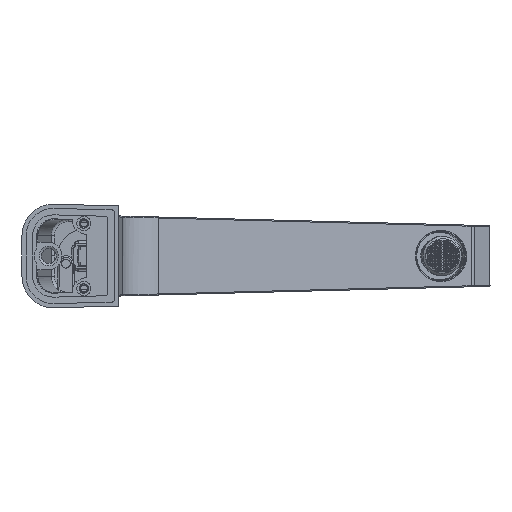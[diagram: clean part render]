
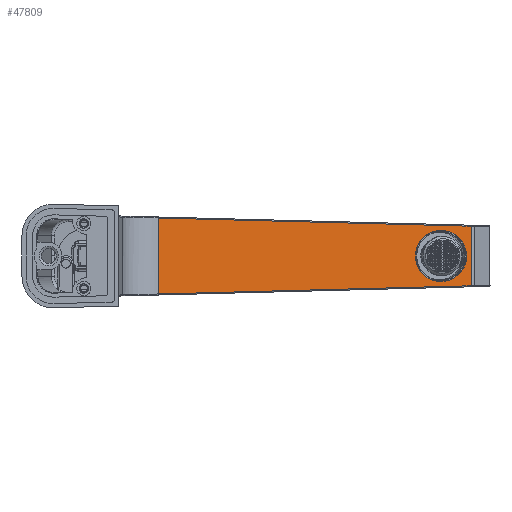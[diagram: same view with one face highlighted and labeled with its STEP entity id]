
A CAD part, front view. The second image highlights one B-rep face of the part: STEP entity #47809.
In plain terms, the highlighted planar face has unit normal (0.122, -0.993, 0).
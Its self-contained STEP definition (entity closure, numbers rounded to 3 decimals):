
#761 = CARTESIAN_POINT ( 'NONE',  ( 195.181, 242.156, -25. ) ) ;
#2581 = VECTOR ( 'NONE', #18375, 1000. ) ;
#3654 = VECTOR ( 'NONE', #11633, 1000. ) ;
#3933 = CARTESIAN_POINT ( 'NONE',  ( 202.972, 243.116, -25. ) ) ;
#5153 = VECTOR ( 'NONE', #12577, 1000. ) ;
#5740 =( BOUNDED_CURVE ( )  B_SPLINE_CURVE ( 3, ( #31873, #9132, #20485, #46933, #32376, #13083, #24219 ),
 .UNSPECIFIED., .T., .F. ) 
 B_SPLINE_CURVE_WITH_KNOTS ( ( 4, 3, 4 ),
 ( 0., 3.142, 6.283 ),
 .UNSPECIFIED. ) 
 CURVE ( )  GEOMETRIC_REPRESENTATION_ITEM ( )  RATIONAL_B_SPLINE_CURVE ( ( 1., 0.333, 0.333, 1., 0.333, 0.333, 1. ) ) 
 REPRESENTATION_ITEM ( '' )  );
#7253 = CARTESIAN_POINT ( 'NONE',  ( 45.917, 223.76, 18.133 ) ) ;
#7452 = CARTESIAN_POINT ( 'NONE',  ( 45.93, 223.761, 18.132 ) ) ;
#8327 = CARTESIAN_POINT ( 'NONE',  ( 168.708, 238.893, 0. ) ) ;
#9132 = CARTESIAN_POINT ( 'NONE',  ( 168.708, 238.893, -24.5 ) ) ;
#11633 = DIRECTION ( 'NONE',  ( 0., 0., 1. ) ) ;
#11677 = LINE ( 'NONE', #18611, #5153 ) ;
#12577 = DIRECTION ( 'NONE',  ( 0.992, 0.122, 0.026 ) ) ;
#13083 = CARTESIAN_POINT ( 'NONE',  ( 168.708, 238.893, 24.5 ) ) ;
#13635 = CARTESIAN_POINT ( 'NONE',  ( 195.181, 242.156, 14.224 ) ) ;
#14937 = LINE ( 'NONE', #30030, #33433 ) ;
#15171 = DIRECTION ( 'NONE',  ( 0., 0., 1. ) ) ;
#15400 = LINE ( 'NONE', #7253, #2581 ) ;
#16963 = CARTESIAN_POINT ( 'NONE',  ( 45.93, 223.761, -18.132 ) ) ;
#18375 = DIRECTION ( 'NONE',  ( -0.992, -0.122, 0.026 ) ) ;
#18611 = CARTESIAN_POINT ( 'NONE',  ( 195.168, 242.154, -14.224 ) ) ;
#19244 = FACE_OUTER_BOUND ( 'NONE', #44660, .T. ) ;
#20485 = CARTESIAN_POINT ( 'NONE',  ( 193.073, 241.896, -24.5 ) ) ;
#20507 = VERTEX_POINT ( 'NONE', #13635 ) ;
#20683 = VERTEX_POINT ( 'NONE', #7452 ) ;
#22465 = EDGE_CURVE ( 'NONE', #28917, #20683, #14937, .T. ) ;
#22720 = FACE_BOUND ( 'NONE', #42616, .T. ) ;
#23239 = ORIENTED_EDGE ( 'NONE', *, *, #22465, .F. ) ;
#24219 = CARTESIAN_POINT ( 'NONE',  ( 168.708, 238.893, 0. ) ) ;
#24528 = EDGE_CURVE ( 'NONE', #28917, #46311, #11677, .T. ) ;
#27398 = DIRECTION ( 'NONE',  ( -0.122, 0.992, 0. ) ) ;
#27545 = EDGE_CURVE ( 'NONE', #45405, #45405, #5740, .T. ) ;
#27807 = CARTESIAN_POINT ( 'NONE',  ( 195.181, 242.156, -14.224 ) ) ;
#28917 = VERTEX_POINT ( 'NONE', #16963 ) ;
#30030 = CARTESIAN_POINT ( 'NONE',  ( 45.93, 223.761, -25. ) ) ;
#30810 = AXIS2_PLACEMENT_3D ( 'NONE', #3933, #27398, #34083 ) ;
#30955 = EDGE_CURVE ( 'NONE', #46311, #20507, #42726, .T. ) ;
#31285 = ORIENTED_EDGE ( 'NONE', *, *, #24528, .T. ) ;
#31873 = CARTESIAN_POINT ( 'NONE',  ( 168.708, 238.893, 0. ) ) ;
#32376 = CARTESIAN_POINT ( 'NONE',  ( 193.073, 241.896, 24.5 ) ) ;
#33433 = VECTOR ( 'NONE', #15171, 1000. ) ;
#33727 = ORIENTED_EDGE ( 'NONE', *, *, #27545, .F. ) ;
#34083 = DIRECTION ( 'NONE',  ( -0.992, -0.122, 0. ) ) ;
#37205 = EDGE_CURVE ( 'NONE', #20507, #20683, #15400, .T. ) ;
#42616 = EDGE_LOOP ( 'NONE', ( #33727 ) ) ;
#42726 = LINE ( 'NONE', #761, #3654 ) ;
#43390 = ORIENTED_EDGE ( 'NONE', *, *, #30955, .T. ) ;
#44660 = EDGE_LOOP ( 'NONE', ( #23239, #31285, #43390, #47575 ) ) ;
#45405 = VERTEX_POINT ( 'NONE', #8327 ) ;
#46169 = PLANE ( 'NONE',  #30810 ) ;
#46311 = VERTEX_POINT ( 'NONE', #27807 ) ;
#46933 = CARTESIAN_POINT ( 'NONE',  ( 193.073, 241.896, 0. ) ) ;
#47575 = ORIENTED_EDGE ( 'NONE', *, *, #37205, .T. ) ;
#47809 = ADVANCED_FACE ( 'NONE', ( #22720, #19244 ), #46169, .F. ) ;
